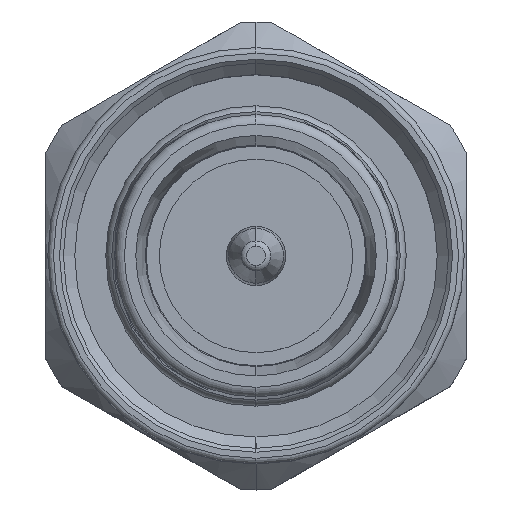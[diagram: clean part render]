
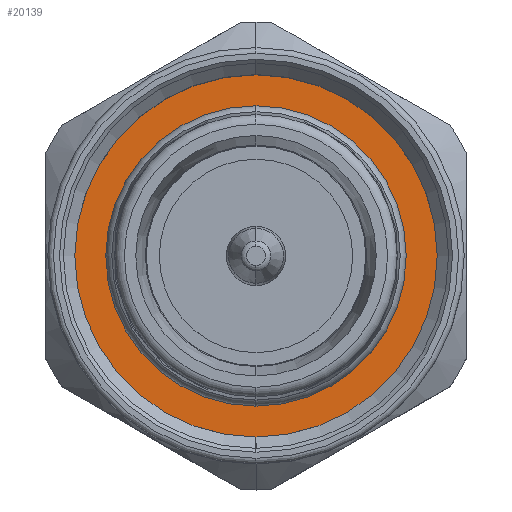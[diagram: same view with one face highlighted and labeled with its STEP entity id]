
A CAD part, top view. The second image highlights one B-rep face of the part: STEP entity #20139.
In plain terms, the highlighted face is planar.
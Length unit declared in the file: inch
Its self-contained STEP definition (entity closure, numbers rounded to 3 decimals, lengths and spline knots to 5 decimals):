
#1657 = DIRECTION ( 'NONE',  ( 0., -1., 0. ) ) ;
#3953 = DIRECTION ( 'NONE',  ( -1., 0., 0. ) ) ;
#6042 = FACE_OUTER_BOUND ( 'NONE', #46012, .T. ) ;
#8001 = CARTESIAN_POINT ( 'NONE',  ( 0.33143, 0., 0. ) ) ;
#15765 = CARTESIAN_POINT ( 'NONE',  ( 0.33143, -0.29729, 0. ) ) ;
#18466 = VERTEX_POINT ( 'NONE', #63790 ) ;
#20139 = ADVANCED_FACE ( 'NONE', ( #69621, #6042 ), #49702, .F. ) ;
#21155 = DIRECTION ( 'NONE',  ( -1., 0., 0. ) ) ;
#23610 = AXIS2_PLACEMENT_3D ( 'NONE', #68779, #3953, #48429 ) ;
#29010 = CIRCLE ( 'NONE', #23610, 0.29729 ) ;
#30601 = AXIS2_PLACEMENT_3D ( 'NONE', #8001, #21155, #1657 ) ;
#31623 = EDGE_CURVE ( 'NONE', #34365, #49450, #82127, .T. ) ;
#34365 = VERTEX_POINT ( 'NONE', #44451 ) ;
#35569 = CIRCLE ( 'NONE', #45064, 0.37364 ) ;
#41389 = EDGE_CURVE ( 'NONE', #41916, #18466, #70808, .T. ) ;
#41916 = VERTEX_POINT ( 'NONE', #15765 ) ;
#42657 = DIRECTION ( 'NONE',  ( -1., 0., 0. ) ) ;
#42711 = CARTESIAN_POINT ( 'NONE',  ( 0.33143, 0., 0. ) ) ;
#44451 = CARTESIAN_POINT ( 'NONE',  ( 0.33143, -0.37364, 0. ) ) ;
#44597 = DIRECTION ( 'NONE',  ( 1., 0., 0. ) ) ;
#45064 = AXIS2_PLACEMENT_3D ( 'NONE', #42711, #68575, #49483 ) ;
#46012 = EDGE_LOOP ( 'NONE', ( #65594, #76554 ) ) ;
#47049 = EDGE_CURVE ( 'NONE', #49450, #34365, #35569, .T. ) ;
#48429 = DIRECTION ( 'NONE',  ( 0., -1., 0. ) ) ;
#48752 = CARTESIAN_POINT ( 'NONE',  ( 0.33143, 0.37364, 0. ) ) ;
#49450 = VERTEX_POINT ( 'NONE', #48752 ) ;
#49483 = DIRECTION ( 'NONE',  ( 0., -1., 0. ) ) ;
#49700 = ORIENTED_EDGE ( 'NONE', *, *, #41389, .F. ) ;
#49702 = PLANE ( 'NONE',  #61335 ) ;
#54084 = EDGE_LOOP ( 'NONE', ( #49700, #76193 ) ) ;
#56171 = DIRECTION ( 'NONE',  ( 0., -1., 0. ) ) ;
#61335 = AXIS2_PLACEMENT_3D ( 'NONE', #63236, #44597, #62807 ) ;
#62807 = DIRECTION ( 'NONE',  ( 0., 1., 0. ) ) ;
#63236 = CARTESIAN_POINT ( 'NONE',  ( 0.33143, 0., 0. ) ) ;
#63790 = CARTESIAN_POINT ( 'NONE',  ( 0.33143, 0.29729, 0. ) ) ;
#65594 = ORIENTED_EDGE ( 'NONE', *, *, #31623, .T. ) ;
#68575 = DIRECTION ( 'NONE',  ( -1., 0., 0. ) ) ;
#68779 = CARTESIAN_POINT ( 'NONE',  ( 0.33143, 0., 0. ) ) ;
#68937 = CARTESIAN_POINT ( 'NONE',  ( 0.33143, 0., 0. ) ) ;
#69621 = FACE_BOUND ( 'NONE', #54084, .T. ) ;
#70808 = CIRCLE ( 'NONE', #80319, 0.29729 ) ;
#71953 = EDGE_CURVE ( 'NONE', #18466, #41916, #29010, .T. ) ;
#76193 = ORIENTED_EDGE ( 'NONE', *, *, #71953, .F. ) ;
#76554 = ORIENTED_EDGE ( 'NONE', *, *, #47049, .T. ) ;
#80319 = AXIS2_PLACEMENT_3D ( 'NONE', #68937, #42657, #56171 ) ;
#82127 = CIRCLE ( 'NONE', #30601, 0.37364 ) ;
